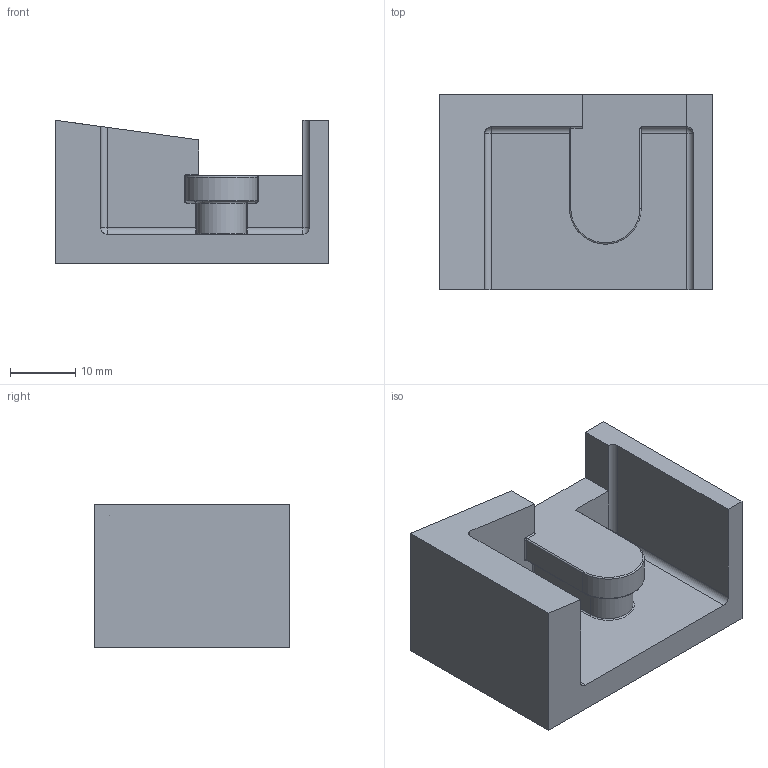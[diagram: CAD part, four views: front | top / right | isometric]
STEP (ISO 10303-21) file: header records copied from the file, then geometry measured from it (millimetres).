
FILE_DESCRIPTION(/* description */ (''),/* implementation_level */ '2;1');
FILE_NAME(/* name */ 'cale v1.step',/* time_stamp */ '2025-05-31T19:25:01+02:00',/* author */ (''),/* organization */ (''),/* preprocessor_version */ 'ST-DEVELOPER v20.1',/* originating_system */ 'Autodesk Translation Framework v14.4.0.0',/* authorisation */ '');
FILE_SCHEMA (('AUTOMOTIVE_DESIGN { 1 0 10303 214 3 1 1 }'));
Length unit declared in the file: millimetre
Products named in the file (1): cale
Bounding box: 42 x 30 x 22 mm (x, y, z)
Volume: 14143 mm3; surface area: 6618.4 mm2
Topology: 1 solids, 1 shells, 57 faces, 133 edges, 78 vertices
Faces by surface type: cylinder 23, plane 20, torus 10, sphere 4
Entity records: 1643 total; most frequent: DIRECTION 304, CARTESIAN_POINT 274, ORIENTED_EDGE 266, EDGE_CURVE 133, AXIS2_PLACEMENT_3D 114, VERTEX_POINT 78, LINE 76, VECTOR 76
